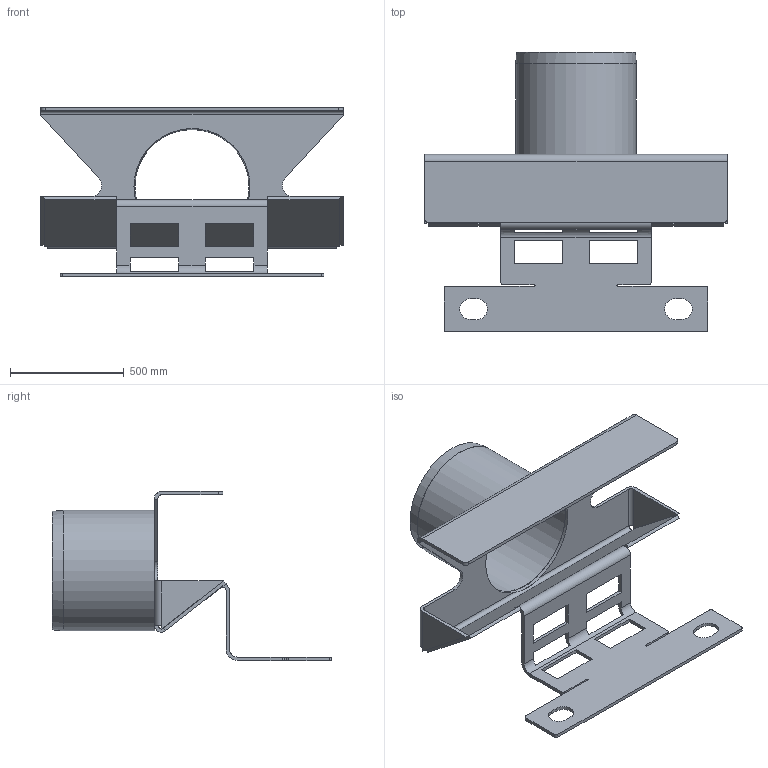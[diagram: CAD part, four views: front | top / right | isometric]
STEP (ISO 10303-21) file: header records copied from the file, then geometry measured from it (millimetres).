
FILE_DESCRIPTION(/* description */ (''),/* implementation_level */ '2;1');
FILE_NAME(/* name */ '13281.050X_3D.stp',/* time_stamp */ '2025-01-24T08:51:45+01:00',/* author */ ('N.Hausmann'),/* organization */ (''),/* preprocessor_version */ 'ST-DEVELOPER v20',/* originating_system */ 'AutoCAD Mechanical',/* authorisation */ '');
FILE_SCHEMA (('AUTOMOTIVE_DESIGN { 1 0 10303 214 3 1 1 }'));
Products named in the file (3): Product; *S0; Einsteckwehr Notablauf DN50
Assembly tree (2 placements, depth 2):
  Product
    *S0
    Einsteckwehr Notablauf DN50
Bounding box: 1330 x 1229.02 x 742.86 mm (x, y, z)
Volume: 35121398.5 mm3; surface area: 5446536 mm2
Topology: 2 solids, 2 shells, 114 faces, 336 edges, 221 vertices
Faces by surface type: plane 78, cylinder 31, cone 3, torus 2
Full cylindrical faces by diameter (mm): 510 x2, 530 x1
Entity records: 3935 total; most frequent: CARTESIAN_POINT 706, ORIENTED_EDGE 668, DIRECTION 653, EDGE_CURVE 334, LINE 249, VECTOR 249, VERTEX_POINT 217, AXIS2_PLACEMENT_3D 202
